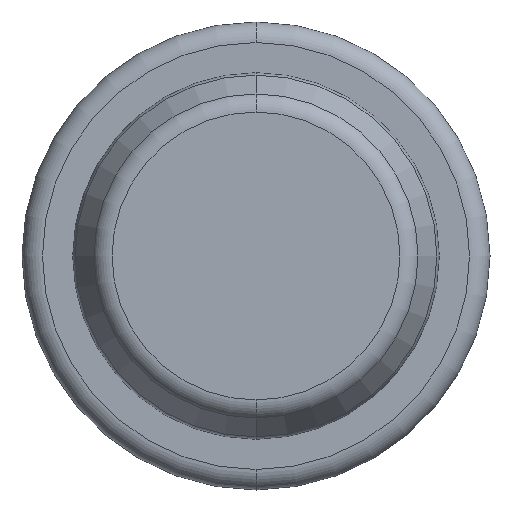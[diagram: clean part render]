
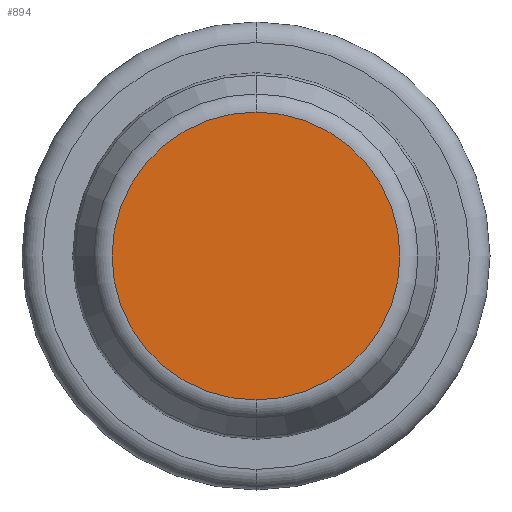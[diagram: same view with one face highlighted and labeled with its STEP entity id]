
A CAD part, front view. The second image highlights one B-rep face of the part: STEP entity #894.
In plain terms, the highlighted planar face has unit normal (0, -1, 0).
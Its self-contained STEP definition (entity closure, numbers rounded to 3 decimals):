
#73 = CIRCLE ( 'NONE', #510, 5.622 ) ;
#113 = CIRCLE ( 'NONE', #494, 5.622 ) ;
#158 = DIRECTION ( 'NONE',  ( 0., -1., 0. ) ) ;
#177 = VERTEX_POINT ( 'NONE', #817 ) ;
#206 = FACE_OUTER_BOUND ( 'NONE', #484, .T. ) ;
#213 = CARTESIAN_POINT ( 'NONE',  ( 0., 0., 6.1 ) ) ;
#227 = DIRECTION ( 'NONE',  ( 0., 0., -1. ) ) ;
#308 = CARTESIAN_POINT ( 'NONE',  ( 0., 0., 0. ) ) ;
#375 = PLANE ( 'NONE',  #573 ) ;
#378 = DIRECTION ( 'NONE',  ( 0., 1., 0. ) ) ;
#484 = EDGE_LOOP ( 'NONE', ( #540, #967 ) ) ;
#494 = AXIS2_PLACEMENT_3D ( 'NONE', #912, #378, #636 ) ;
#510 = AXIS2_PLACEMENT_3D ( 'NONE', #308, #623, #227 ) ;
#540 = ORIENTED_EDGE ( 'NONE', *, *, #1001, .F. ) ;
#573 = AXIS2_PLACEMENT_3D ( 'NONE', #213, #158, #594 ) ;
#594 = DIRECTION ( 'NONE',  ( 0., 0., -1. ) ) ;
#623 = DIRECTION ( 'NONE',  ( 0., 1., 0. ) ) ;
#636 = DIRECTION ( 'NONE',  ( 0., 0., -1. ) ) ;
#697 = VERTEX_POINT ( 'NONE', #1100 ) ;
#817 = CARTESIAN_POINT ( 'NONE',  ( 0., 0., 5.622 ) ) ;
#872 = EDGE_CURVE ( 'NONE', #697, #177, #73, .T. ) ;
#894 = ADVANCED_FACE ( 'NONE', ( #206 ), #375, .T. ) ;
#912 = CARTESIAN_POINT ( 'NONE',  ( 0., 0., 0. ) ) ;
#967 = ORIENTED_EDGE ( 'NONE', *, *, #872, .F. ) ;
#1001 = EDGE_CURVE ( 'NONE', #177, #697, #113, .T. ) ;
#1100 = CARTESIAN_POINT ( 'NONE',  ( 0., 0., -5.622 ) ) ;
